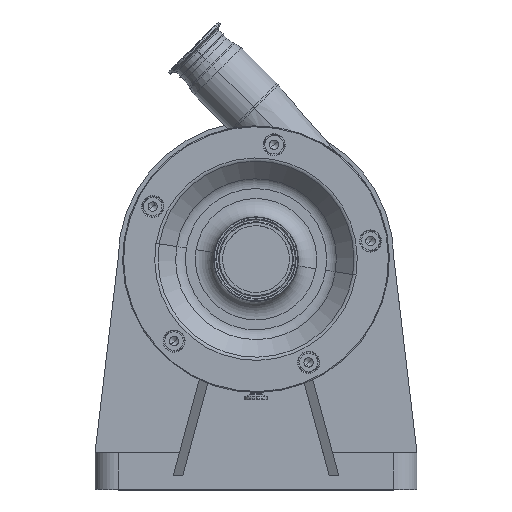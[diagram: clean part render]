
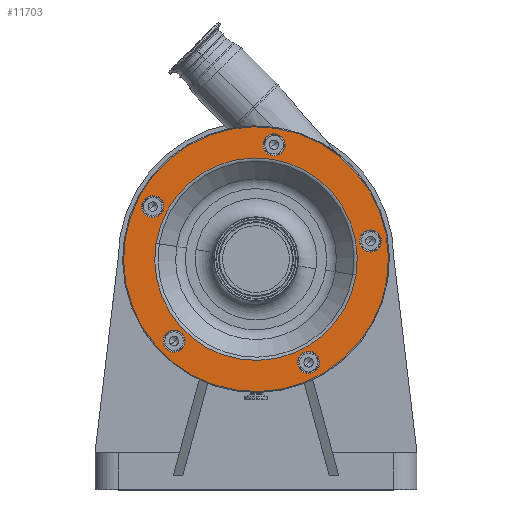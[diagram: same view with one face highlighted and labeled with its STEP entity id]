
A CAD part, top view. The second image highlights one B-rep face of the part: STEP entity #11703.
In plain terms, the highlighted planar face has unit normal (0, 0, 1).
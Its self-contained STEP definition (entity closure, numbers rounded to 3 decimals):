
#30 = DIRECTION ( 'NONE',  ( 0.988, -0.156, 0. ) ) ;
#401 = EDGE_CURVE ( 'NONE', #19476, #18761, #6484, .T. ) ;
#456 = EDGE_CURVE ( 'NONE', #18761, #19476, #11266, .T. ) ;
#576 = ORIENTED_EDGE ( 'NONE', *, *, #3143, .F. ) ;
#643 = EDGE_CURVE ( 'NONE', #6571, #8886, #13987, .T. ) ;
#695 = FACE_OUTER_BOUND ( 'NONE', #8702, .T. ) ;
#1084 = ORIENTED_EDGE ( 'NONE', *, *, #12223, .F. ) ;
#1274 = DIRECTION ( 'NONE',  ( 0.988, -0.156, 0. ) ) ;
#1768 = AXIS2_PLACEMENT_3D ( 'NONE', #14685, #19375, #12756 ) ;
#2054 = CIRCLE ( 'NONE', #4485, 144. ) ;
#2063 = FACE_BOUND ( 'NONE', #17149, .T. ) ;
#2205 = CIRCLE ( 'NONE', #5276, 144. ) ;
#2420 = ORIENTED_EDGE ( 'NONE', *, *, #7621, .F. ) ;
#2440 = DIRECTION ( 'NONE',  ( 0., 0., 1. ) ) ;
#2710 = AXIS2_PLACEMENT_3D ( 'NONE', #6546, #8042, #30 ) ;
#2729 = AXIS2_PLACEMENT_3D ( 'NONE', #16291, #17981, #14405 ) ;
#3143 = EDGE_CURVE ( 'NONE', #20674, #20399, #4065, .T. ) ;
#3394 = EDGE_CURVE ( 'NONE', #8782, #5638, #12559, .T. ) ;
#3665 = CARTESIAN_POINT ( 'NONE',  ( 57.203, -112.267, 294.5 ) ) ;
#3679 = CARTESIAN_POINT ( 'NONE',  ( -112.267, 57.203, 294.5 ) ) ;
#3733 = DIRECTION ( 'NONE',  ( 0., 0., 1. ) ) ;
#4013 = AXIS2_PLACEMENT_3D ( 'NONE', #15437, #13827, #5600 ) ;
#4065 = CIRCLE ( 'NONE', #19737, 12. ) ;
#4077 = EDGE_CURVE ( 'NONE', #5638, #8782, #9199, .T. ) ;
#4121 = CARTESIAN_POINT ( 'NONE',  ( -100.948, -87.218, 294.5 ) ) ;
#4478 = VERTEX_POINT ( 'NONE', #20594 ) ;
#4485 = AXIS2_PLACEMENT_3D ( 'NONE', #6832, #3733, #15282 ) ;
#4597 = VERTEX_POINT ( 'NONE', #7658 ) ;
#5104 = ORIENTED_EDGE ( 'NONE', *, *, #12527, .F. ) ;
#5276 = AXIS2_PLACEMENT_3D ( 'NONE', #15152, #10124, #6916 ) ;
#5536 = ORIENTED_EDGE ( 'NONE', *, *, #401, .F. ) ;
#5600 = DIRECTION ( 'NONE',  ( -0.988, 0.156, 0. ) ) ;
#5638 = VERTEX_POINT ( 'NONE', #18092 ) ;
#5918 = EDGE_LOOP ( 'NONE', ( #5536, #14999 ) ) ;
#6016 = EDGE_CURVE ( 'NONE', #4478, #4597, #13367, .T. ) ;
#6484 = CIRCLE ( 'NONE', #14998, 110.071 ) ;
#6485 = DIRECTION ( 'NONE',  ( 0.988, -0.156, 0. ) ) ;
#6532 = DIRECTION ( 'NONE',  ( 0.988, -0.156, 0. ) ) ;
#6546 = CARTESIAN_POINT ( 'NONE',  ( 19.711, 124.449, 294.5 ) ) ;
#6571 = VERTEX_POINT ( 'NONE', #15102 ) ;
#6832 = CARTESIAN_POINT ( 'NONE',  ( 0., 0., 294.5 ) ) ;
#6916 = DIRECTION ( 'NONE',  ( 0.988, -0.156, 0. ) ) ;
#6994 = EDGE_CURVE ( 'NONE', #12071, #19106, #2054, .T. ) ;
#7088 = DIRECTION ( 'NONE',  ( 0.988, -0.156, 0. ) ) ;
#7104 = CIRCLE ( 'NONE', #11870, 12. ) ;
#7418 = FACE_BOUND ( 'NONE', #8371, .T. ) ;
#7621 = EDGE_CURVE ( 'NONE', #8886, #6571, #14931, .T. ) ;
#7658 = CARTESIAN_POINT ( 'NONE',  ( 112.596, 21.588, 294.5 ) ) ;
#7732 = DIRECTION ( 'NONE',  ( 0., 0., 1. ) ) ;
#7846 = VERTEX_POINT ( 'NONE', #14062 ) ;
#7959 = DIRECTION ( 'NONE',  ( 0., 0., 1. ) ) ;
#8042 = DIRECTION ( 'NONE',  ( 0., 0., 1. ) ) ;
#8244 = DIRECTION ( 'NONE',  ( 0., 0., 1. ) ) ;
#8371 = EDGE_LOOP ( 'NONE', ( #1084, #576 ) ) ;
#8638 = ORIENTED_EDGE ( 'NONE', *, *, #16161, .T. ) ;
#8702 = EDGE_LOOP ( 'NONE', ( #19920, #8638 ) ) ;
#8782 = VERTEX_POINT ( 'NONE', #11179 ) ;
#8886 = VERTEX_POINT ( 'NONE', #19983 ) ;
#8902 = DIRECTION ( 'NONE',  ( 0.988, -0.156, 0. ) ) ;
#9199 = CIRCLE ( 'NONE', #2710, 12. ) ;
#9488 = DIRECTION ( 'NONE',  ( 0., 0., 1. ) ) ;
#9686 = CARTESIAN_POINT ( 'NONE',  ( -124.119, 59.08, 294.5 ) ) ;
#9843 = AXIS2_PLACEMENT_3D ( 'NONE', #14967, #2440, #1274 ) ;
#10124 = DIRECTION ( 'NONE',  ( 0., 0., 1. ) ) ;
#10866 = CIRCLE ( 'NONE', #16308, 12. ) ;
#10897 = EDGE_LOOP ( 'NONE', ( #5104, #13410 ) ) ;
#11179 = CARTESIAN_POINT ( 'NONE',  ( 31.563, 122.572, 294.5 ) ) ;
#11182 = ORIENTED_EDGE ( 'NONE', *, *, #4077, .F. ) ;
#11266 = CIRCLE ( 'NONE', #2729, 110.071 ) ;
#11703 = ADVANCED_FACE ( 'NONE', ( #13727, #2063, #12014, #15529, #17026, #695, #7418 ), #20220, .F. ) ;
#11732 = DIRECTION ( 'NONE',  ( 0., 0., 1. ) ) ;
#11870 = AXIS2_PLACEMENT_3D ( 'NONE', #13555, #11732, #12067 ) ;
#12014 = FACE_BOUND ( 'NONE', #10897, .T. ) ;
#12067 = DIRECTION ( 'NONE',  ( 0.988, -0.156, 0. ) ) ;
#12071 = VERTEX_POINT ( 'NONE', #15732 ) ;
#12104 = DIRECTION ( 'NONE',  ( 0.988, -0.156, 0. ) ) ;
#12130 = ORIENTED_EDGE ( 'NONE', *, *, #643, .F. ) ;
#12223 = EDGE_CURVE ( 'NONE', #20399, #20674, #10866, .T. ) ;
#12415 = EDGE_CURVE ( 'NONE', #4597, #4478, #7104, .T. ) ;
#12527 = EDGE_CURVE ( 'NONE', #7846, #20828, #17003, .T. ) ;
#12559 = CIRCLE ( 'NONE', #20732, 12. ) ;
#12756 = DIRECTION ( 'NONE',  ( 0.988, -0.156, 0. ) ) ;
#13002 = DIRECTION ( 'NONE',  ( 0.988, -0.156, 0. ) ) ;
#13291 = DIRECTION ( 'NONE',  ( 0., 0., 1. ) ) ;
#13367 = CIRCLE ( 'NONE', #1768, 12. ) ;
#13410 = ORIENTED_EDGE ( 'NONE', *, *, #17995, .F. ) ;
#13555 = CARTESIAN_POINT ( 'NONE',  ( 124.449, 19.711, 294.5 ) ) ;
#13717 = CARTESIAN_POINT ( 'NONE',  ( -89.095, -89.095, 294.5 ) ) ;
#13727 = FACE_BOUND ( 'NONE', #18425, .T. ) ;
#13818 = ORIENTED_EDGE ( 'NONE', *, *, #3394, .F. ) ;
#13827 = DIRECTION ( 'NONE',  ( 0., 0., -1. ) ) ;
#13987 = CIRCLE ( 'NONE', #16685, 12. ) ;
#14062 = CARTESIAN_POINT ( 'NONE',  ( -77.243, -90.973, 294.5 ) ) ;
#14381 = CARTESIAN_POINT ( 'NONE',  ( -142.227, 22.527, 294.5 ) ) ;
#14405 = DIRECTION ( 'NONE',  ( 0.988, -0.156, 0. ) ) ;
#14654 = CARTESIAN_POINT ( 'NONE',  ( 108.716, -17.219, 294.5 ) ) ;
#14685 = CARTESIAN_POINT ( 'NONE',  ( 124.449, 19.711, 294.5 ) ) ;
#14917 = AXIS2_PLACEMENT_3D ( 'NONE', #19409, #9488, #13002 ) ;
#14931 = CIRCLE ( 'NONE', #14917, 12. ) ;
#14967 = CARTESIAN_POINT ( 'NONE',  ( -89.095, -89.095, 294.5 ) ) ;
#14998 = AXIS2_PLACEMENT_3D ( 'NONE', #19152, #7732, #8902 ) ;
#14999 = ORIENTED_EDGE ( 'NONE', *, *, #456, .F. ) ;
#15041 = ORIENTED_EDGE ( 'NONE', *, *, #12415, .F. ) ;
#15102 = CARTESIAN_POINT ( 'NONE',  ( 45.351, -110.39, 294.5 ) ) ;
#15152 = CARTESIAN_POINT ( 'NONE',  ( 0., 0., 294.5 ) ) ;
#15282 = DIRECTION ( 'NONE',  ( 0.988, -0.156, 0. ) ) ;
#15437 = CARTESIAN_POINT ( 'NONE',  ( 22.527, 142.227, 294.5 ) ) ;
#15529 = FACE_BOUND ( 'NONE', #20101, .T. ) ;
#15732 = CARTESIAN_POINT ( 'NONE',  ( 142.227, -22.527, 294.5 ) ) ;
#15985 = CARTESIAN_POINT ( 'NONE',  ( 19.711, 124.449, 294.5 ) ) ;
#16161 = EDGE_CURVE ( 'NONE', #19106, #12071, #2205, .T. ) ;
#16291 = CARTESIAN_POINT ( 'NONE',  ( 0., 0., 294.5 ) ) ;
#16308 = AXIS2_PLACEMENT_3D ( 'NONE', #19353, #8244, #6532 ) ;
#16685 = AXIS2_PLACEMENT_3D ( 'NONE', #3665, #13291, #7088 ) ;
#16891 = CIRCLE ( 'NONE', #18239, 12. ) ;
#17003 = CIRCLE ( 'NONE', #9843, 12. ) ;
#17026 = FACE_BOUND ( 'NONE', #5918, .T. ) ;
#17149 = EDGE_LOOP ( 'NONE', ( #2420, #12130 ) ) ;
#17769 = DIRECTION ( 'NONE',  ( 0.988, -0.156, 0. ) ) ;
#17981 = DIRECTION ( 'NONE',  ( 0., 0., 1. ) ) ;
#17995 = EDGE_CURVE ( 'NONE', #20828, #7846, #16891, .T. ) ;
#18092 = CARTESIAN_POINT ( 'NONE',  ( 7.858, 126.326, 294.5 ) ) ;
#18239 = AXIS2_PLACEMENT_3D ( 'NONE', #13717, #20212, #12104 ) ;
#18425 = EDGE_LOOP ( 'NONE', ( #18604, #15041 ) ) ;
#18604 = ORIENTED_EDGE ( 'NONE', *, *, #6016, .F. ) ;
#18761 = VERTEX_POINT ( 'NONE', #21098 ) ;
#19106 = VERTEX_POINT ( 'NONE', #14381 ) ;
#19152 = CARTESIAN_POINT ( 'NONE',  ( 0., 0., 294.5 ) ) ;
#19353 = CARTESIAN_POINT ( 'NONE',  ( -112.267, 57.203, 294.5 ) ) ;
#19375 = DIRECTION ( 'NONE',  ( 0., 0., 1. ) ) ;
#19409 = CARTESIAN_POINT ( 'NONE',  ( 57.203, -112.267, 294.5 ) ) ;
#19476 = VERTEX_POINT ( 'NONE', #14654 ) ;
#19737 = AXIS2_PLACEMENT_3D ( 'NONE', #3679, #21104, #6485 ) ;
#19920 = ORIENTED_EDGE ( 'NONE', *, *, #6994, .T. ) ;
#19983 = CARTESIAN_POINT ( 'NONE',  ( 69.055, -114.144, 294.5 ) ) ;
#20101 = EDGE_LOOP ( 'NONE', ( #13818, #11182 ) ) ;
#20212 = DIRECTION ( 'NONE',  ( 0., 0., 1. ) ) ;
#20220 = PLANE ( 'NONE',  #4013 ) ;
#20399 = VERTEX_POINT ( 'NONE', #20474 ) ;
#20474 = CARTESIAN_POINT ( 'NONE',  ( -100.415, 55.326, 294.5 ) ) ;
#20594 = CARTESIAN_POINT ( 'NONE',  ( 136.301, 17.834, 294.5 ) ) ;
#20674 = VERTEX_POINT ( 'NONE', #9686 ) ;
#20732 = AXIS2_PLACEMENT_3D ( 'NONE', #15985, #7959, #17769 ) ;
#20828 = VERTEX_POINT ( 'NONE', #4121 ) ;
#21098 = CARTESIAN_POINT ( 'NONE',  ( -108.716, 17.219, 294.5 ) ) ;
#21104 = DIRECTION ( 'NONE',  ( 0., 0., 1. ) ) ;
